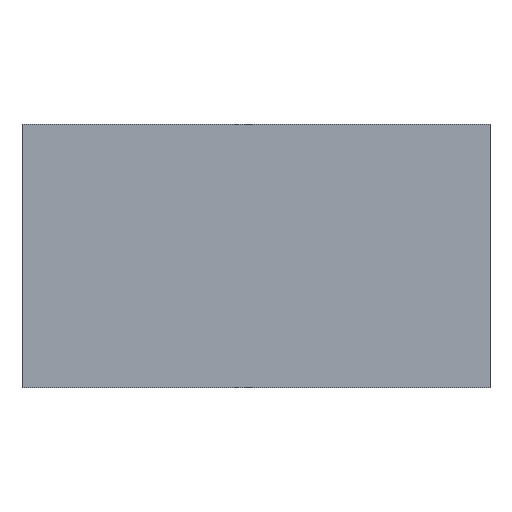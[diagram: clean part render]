
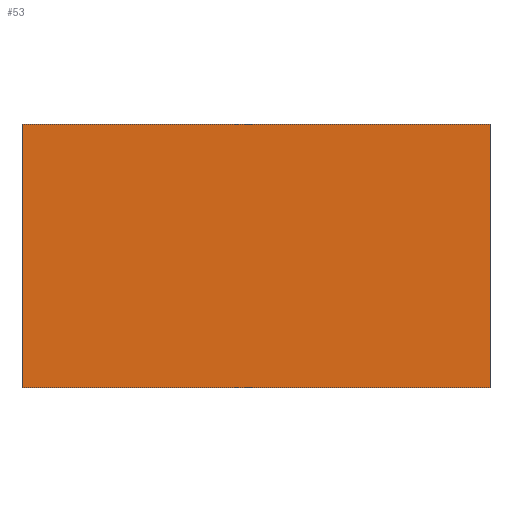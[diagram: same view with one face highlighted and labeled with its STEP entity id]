
A CAD part, top view. The second image highlights one B-rep face of the part: STEP entity #53.
In plain terms, the highlighted free-form (B-spline) face has degree [1, 1] with [2, 2] control points.
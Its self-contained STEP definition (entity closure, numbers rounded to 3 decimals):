
#53=ADVANCED_FACE($,(#95),#487,.T.);
#95=FACE_OUTER_BOUND($,#137,.T.);
#137=EDGE_LOOP($,(#260,#261,#262,#263));
#260=ORIENTED_EDGE($,*,*,#372,.T.);
#261=ORIENTED_EDGE($,*,*,#377,.T.);
#262=ORIENTED_EDGE($,*,*,#375,.F.);
#263=ORIENTED_EDGE($,*,*,#378,.F.);
#372=EDGE_CURVE($,#439,#438,#554,.T.);
#375=EDGE_CURVE($,#442,#441,#557,.T.);
#377=EDGE_CURVE($,#438,#441,#559,.T.);
#378=EDGE_CURVE($,#439,#442,#560,.T.);
#438=VERTEX_POINT($,#954);
#439=VERTEX_POINT($,#955);
#441=VERTEX_POINT($,#957);
#442=VERTEX_POINT($,#958);
#487=B_SPLINE_SURFACE_WITH_KNOTS($,1,1,((#940,#941),(#942,#943)),.UNSPECIFIED.,
.F.,.F.,.F.,(2,2),(2,2),(0.,900.),(-3212.,-1612.),.UNSPECIFIED.);
#554=B_SPLINE_CURVE_WITH_KNOTS($,1,(#912,#913),.UNSPECIFIED.,.F.,.F.,(2,
2),(1612.,3212.),.UNSPECIFIED.);
#557=B_SPLINE_CURVE_WITH_KNOTS($,1,(#918,#919),.UNSPECIFIED.,.F.,.F.,(2,
2),(1612.,3212.),.UNSPECIFIED.);
#559=B_SPLINE_CURVE_WITH_KNOTS($,1,(#922,#923),.UNSPECIFIED.,.F.,.F.,(2,
2),(0.,900.),.UNSPECIFIED.);
#560=B_SPLINE_CURVE_WITH_KNOTS($,1,(#924,#925),.UNSPECIFIED.,.F.,.F.,(2,
2),(0.,900.),.UNSPECIFIED.);
#912=CARTESIAN_POINT($,(302979.044,40639.474,412.));
#913=CARTESIAN_POINT($,(301379.044,40639.474,412.));
#918=CARTESIAN_POINT($,(302979.044,39739.474,412.));
#919=CARTESIAN_POINT($,(301379.044,39739.474,412.));
#922=CARTESIAN_POINT($,(301379.044,40639.474,412.));
#923=CARTESIAN_POINT($,(301379.044,39739.474,412.));
#924=CARTESIAN_POINT($,(302979.044,40639.474,412.));
#925=CARTESIAN_POINT($,(302979.044,39739.474,412.));
#940=CARTESIAN_POINT($,(301379.044,40639.474,412.));
#941=CARTESIAN_POINT($,(302979.044,40639.474,412.));
#942=CARTESIAN_POINT($,(301379.044,39739.474,412.));
#943=CARTESIAN_POINT($,(302979.044,39739.474,412.));
#954=CARTESIAN_POINT($,(301379.044,40639.474,412.));
#955=CARTESIAN_POINT($,(302979.044,40639.474,412.));
#957=CARTESIAN_POINT($,(301379.044,39739.474,412.));
#958=CARTESIAN_POINT($,(302979.044,39739.474,412.));
